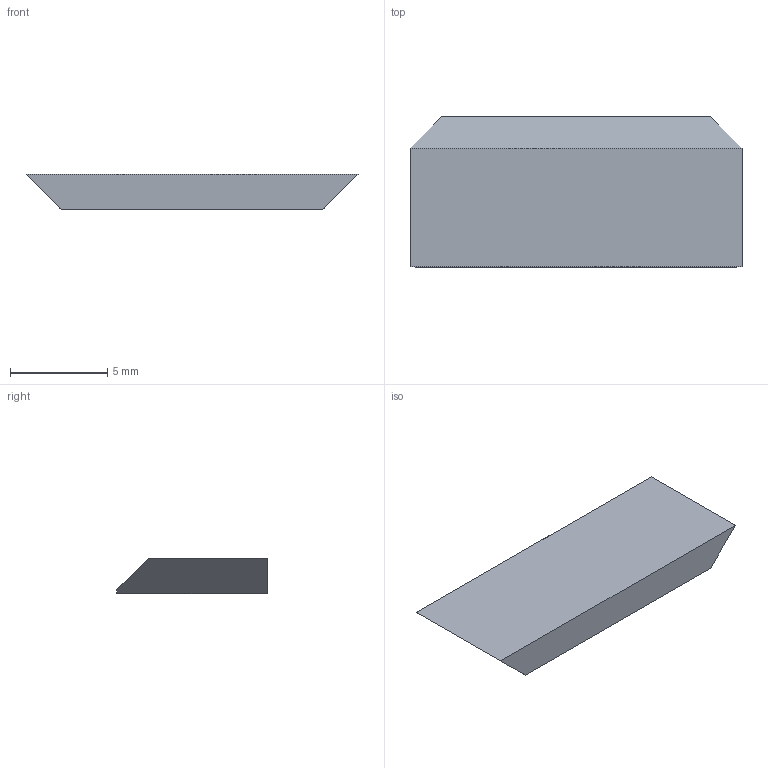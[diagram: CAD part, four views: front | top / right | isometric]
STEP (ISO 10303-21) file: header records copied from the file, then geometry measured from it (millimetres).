
FILE_DESCRIPTION(/* description */ (''),/* implementation_level */ '2;1');
FILE_NAME(/* name */ 'box blind.step',/* time_stamp */ '2022-10-10T09:46:45+03:00',/* author */ (''),/* organization */ (''),/* preprocessor_version */ 'ST-DEVELOPER v19',/* originating_system */ 'Autodesk Translation Framework v11.7.0.108',/* authorisation */ '');
FILE_SCHEMA (('AUTOMOTIVE_DESIGN { 1 0 10303 214 3 1 1 }'));
Length unit declared in the file: millimetre
Products named in the file (3): Box Crossbeam v9 fork ORBITER; NF Zone; CHC (1)
Assembly tree (2 placements, depth 3):
  Box Crossbeam v9 fork ORBITER
    NF Zone
      CHC (1)
Bounding box: 17.03 x 7.7 x 1.8 mm (x, y, z)
Volume: 190.6 mm3; surface area: 307.9 mm2
Topology: 1 solids, 1 shells, 7 faces, 15 edges, 10 vertices
Faces by surface type: plane 7
Entity records: 251 total; most frequent: DIRECTION 39, CARTESIAN_POINT 37, ORIENTED_EDGE 30, LINE 15, VECTOR 15, EDGE_CURVE 15, AXIS2_PLACEMENT_3D 12, VERTEX_POINT 10
